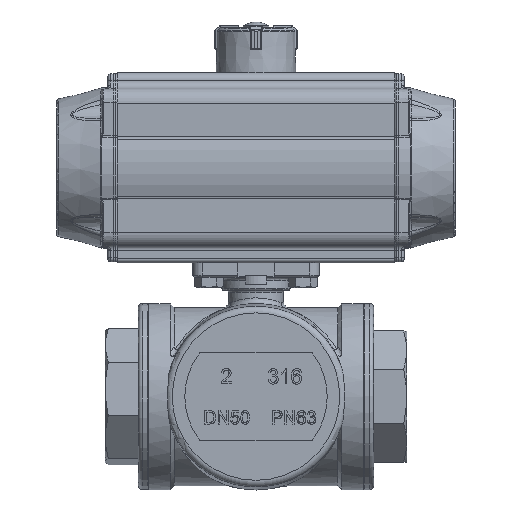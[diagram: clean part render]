
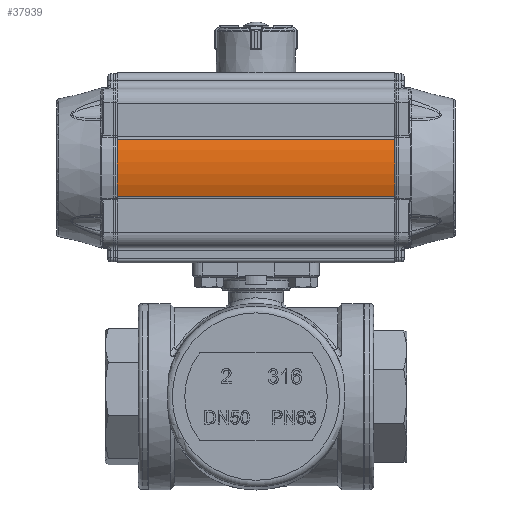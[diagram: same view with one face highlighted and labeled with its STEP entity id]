
A CAD part, top view. The second image highlights one B-rep face of the part: STEP entity #37939.
In plain terms, the highlighted cylindrical face has radius 42.5 mm (diameter 85 mm), a partial arc.
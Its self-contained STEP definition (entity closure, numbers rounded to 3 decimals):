
#880=CYLINDRICAL_SURFACE('',#40940,42.5);
#2780=LINE('',#79891,#4860);
#2783=LINE('',#79905,#4863);
#4860=VECTOR('',#46462,1000.);
#4863=VECTOR('',#46473,1000.);
#7294=CIRCLE('',#40941,42.5);
#7295=CIRCLE('',#40942,42.5);
#13229=ORIENTED_EDGE('',*,*,#22141,.F.);
#13230=ORIENTED_EDGE('',*,*,#22056,.T.);
#13231=ORIENTED_EDGE('',*,*,#22142,.T.);
#13232=ORIENTED_EDGE('',*,*,#22062,.T.);
#22056=EDGE_CURVE('',#26896,#26897,#2780,.T.);
#22062=EDGE_CURVE('',#26903,#26902,#2783,.T.);
#22141=EDGE_CURVE('',#26896,#26902,#7294,.T.);
#22142=EDGE_CURVE('',#26897,#26903,#7295,.T.);
#26896=VERTEX_POINT('',#79892);
#26897=VERTEX_POINT('',#79893);
#26902=VERTEX_POINT('',#79904);
#26903=VERTEX_POINT('',#79906);
#32090=EDGE_LOOP('',(#13229,#13230,#13231,#13232));
#35010=FACE_BOUND('',#32090,.T.);
#37939=ADVANCED_FACE('',(#35010),#880,.T.);
#40940=AXIS2_PLACEMENT_3D('',#80070,#46626,#46627);
#40941=AXIS2_PLACEMENT_3D('',#80071,#46628,#46629);
#40942=AXIS2_PLACEMENT_3D('',#80072,#46630,#46631);
#46462=DIRECTION('',(0.,0.,-1.));
#46473=DIRECTION('',(0.,0.,1.));
#46626=DIRECTION('',(0.,0.,1.));
#46627=DIRECTION('',(1.,0.,0.));
#46628=DIRECTION('',(0.,0.,1.));
#46629=DIRECTION('',(1.,0.,0.));
#46630=DIRECTION('',(0.,0.,1.));
#46631=DIRECTION('',(1.,0.,0.));
#79891=CARTESIAN_POINT('',(-39.758,15.018,0.));
#79892=CARTESIAN_POINT('',(-39.758,15.018,146.));
#79893=CARTESIAN_POINT('',(-39.758,15.018,0.));
#79904=CARTESIAN_POINT('',(-39.758,-15.018,146.));
#79905=CARTESIAN_POINT('',(-39.758,-15.018,0.));
#79906=CARTESIAN_POINT('',(-39.758,-15.018,0.));
#80070=CARTESIAN_POINT('',(0.,0.,0.));
#80071=CARTESIAN_POINT('',(0.,0.,146.));
#80072=CARTESIAN_POINT('',(0.,0.,0.));
